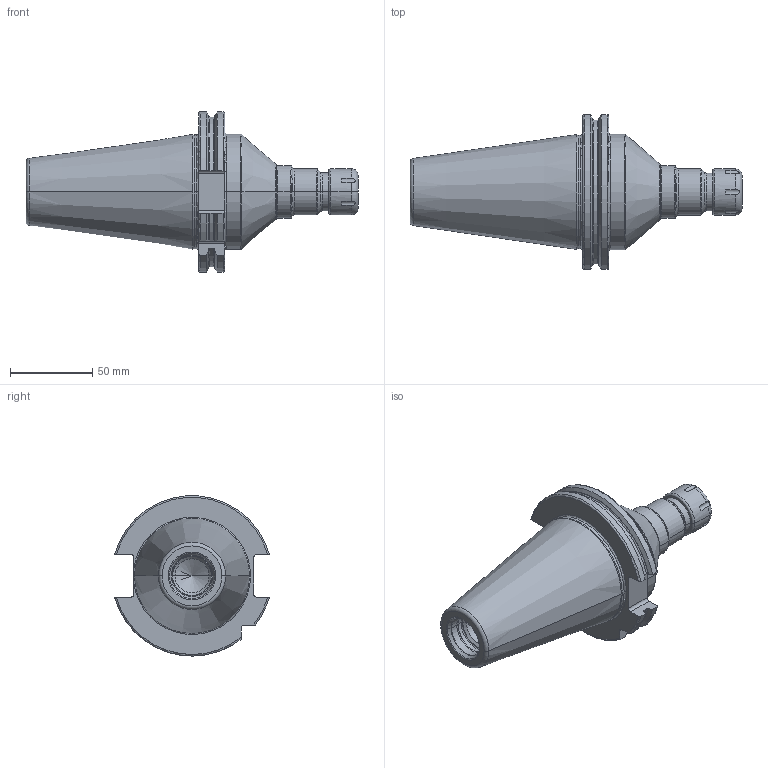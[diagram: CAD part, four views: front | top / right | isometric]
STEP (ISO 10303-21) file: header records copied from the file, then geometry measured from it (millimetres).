
FILE_DESCRIPTION((''),'2;1');
FILE_NAME('50-321-16-3_ASM','2013-12-10T',('mei'),(''),'PRO/ENGINEER BY PARAMETRIC TECHNOLOGY CORPORATION, 2010430','PRO/ENGINEER BY PARAMETRIC TECHNOLOGY CORPORATION, 2010430','');
FILE_SCHEMA(('CONFIG_CONTROL_DESIGN'));
Length unit declared in the file: millimetre
Products named in the file (3): 50-321-16-3; 83-914-16; 50-321-16-3_ASM
Assembly tree (2 placements, depth 2):
  50-321-16-3_ASM
    50-321-16-3
    83-914-16
Bounding box: 201.6 x 94 x 97.29 mm (x, y, z)
Volume: 449605.4 mm3; surface area: 54474.7 mm2
Topology: 2 solids, 3 shells, 150 faces, 364 edges, 221 vertices
Faces by surface type: cylinder 46, torus 44, plane 30, cone 30
Entity records: 4769 total; most frequent: CARTESIAN_POINT 1105, DIRECTION 826, ORIENTED_EDGE 720, EDGE_CURVE 362, AXIS2_PLACEMENT_3D 353, VERTEX_POINT 221, CIRCLE 196, EDGE_LOOP 157
